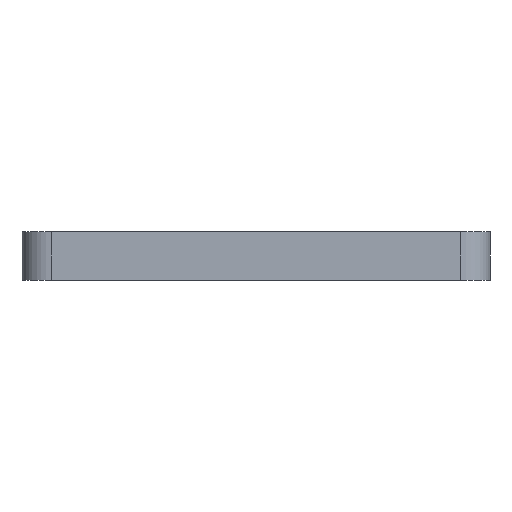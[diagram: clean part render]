
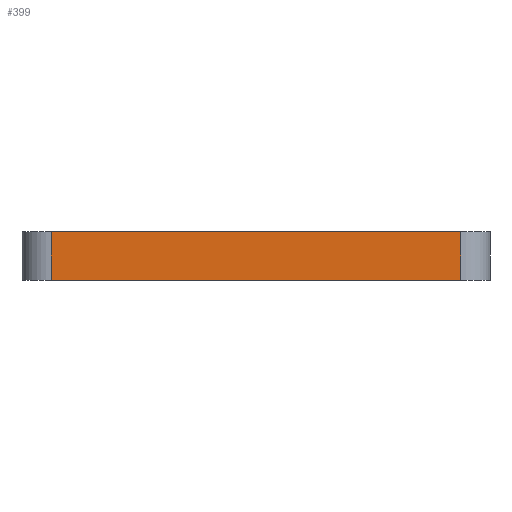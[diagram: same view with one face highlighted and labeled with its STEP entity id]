
A CAD part, left-side view. The second image highlights one B-rep face of the part: STEP entity #399.
In plain terms, the highlighted planar face has unit normal (-1, 0, 0).
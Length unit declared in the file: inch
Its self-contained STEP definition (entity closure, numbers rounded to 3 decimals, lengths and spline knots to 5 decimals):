
#46 = EDGE_CURVE ( 'NONE', #443, #369, #417, .T. ) ;
#47 = VECTOR ( 'NONE', #510, 39.37008 ) ;
#72 = VECTOR ( 'NONE', #654, 39.37008 ) ;
#81 = CARTESIAN_POINT ( 'NONE',  ( -0.94094, -0.94094, -0.09843 ) ) ;
#140 = ORIENTED_EDGE ( 'NONE', *, *, #46, .T. ) ;
#149 = VERTEX_POINT ( 'NONE', #618 ) ;
#153 = CARTESIAN_POINT ( 'NONE',  ( -0.94094, -0.94094, 0.09843 ) ) ;
#186 = EDGE_LOOP ( 'NONE', ( #471, #140, #617, #494 ) ) ;
#215 = EDGE_CURVE ( 'NONE', #244, #443, #449, .T. ) ;
#218 = LINE ( 'NONE', #338, #47 ) ;
#219 = AXIS2_PLACEMENT_3D ( 'NONE', #153, #515, #389 ) ;
#244 = VERTEX_POINT ( 'NONE', #359 ) ;
#260 = VECTOR ( 'NONE', #547, 39.37008 ) ;
#338 = CARTESIAN_POINT ( 'NONE',  ( -0.94094, 0.82283, 0.09843 ) ) ;
#359 = CARTESIAN_POINT ( 'NONE',  ( -0.94094, 0.82283, -0.09843 ) ) ;
#369 = VERTEX_POINT ( 'NONE', #563 ) ;
#382 = PLANE ( 'NONE',  #219 ) ;
#389 = DIRECTION ( 'NONE',  ( 0., 0., -1. ) ) ;
#399 = ADVANCED_FACE ( 'NONE', ( #756 ), #382, .F. ) ;
#417 = LINE ( 'NONE', #600, #260 ) ;
#443 = VERTEX_POINT ( 'NONE', #500 ) ;
#449 = LINE ( 'NONE', #81, #609 ) ;
#470 = EDGE_CURVE ( 'NONE', #149, #244, #218, .T. ) ;
#471 = ORIENTED_EDGE ( 'NONE', *, *, #215, .T. ) ;
#494 = ORIENTED_EDGE ( 'NONE', *, *, #470, .T. ) ;
#500 = CARTESIAN_POINT ( 'NONE',  ( -0.94094, -0.82283, -0.09843 ) ) ;
#501 = DIRECTION ( 'NONE',  ( 0., -1., 0. ) ) ;
#510 = DIRECTION ( 'NONE',  ( 0., 0., -1. ) ) ;
#515 = DIRECTION ( 'NONE',  ( 1., 0., 0. ) ) ;
#547 = DIRECTION ( 'NONE',  ( 0., 0., 1. ) ) ;
#563 = CARTESIAN_POINT ( 'NONE',  ( -0.94094, -0.82283, 0.09843 ) ) ;
#600 = CARTESIAN_POINT ( 'NONE',  ( -0.94094, -0.82283, 0.09843 ) ) ;
#609 = VECTOR ( 'NONE', #501, 39.37008 ) ;
#617 = ORIENTED_EDGE ( 'NONE', *, *, #625, .F. ) ;
#618 = CARTESIAN_POINT ( 'NONE',  ( -0.94094, 0.82283, 0.09843 ) ) ;
#625 = EDGE_CURVE ( 'NONE', #149, #369, #651, .T. ) ;
#651 = LINE ( 'NONE', #715, #72 ) ;
#654 = DIRECTION ( 'NONE',  ( 0., -1., 0. ) ) ;
#715 = CARTESIAN_POINT ( 'NONE',  ( -0.94094, -0.94094, 0.09843 ) ) ;
#756 = FACE_OUTER_BOUND ( 'NONE', #186, .T. ) ;
